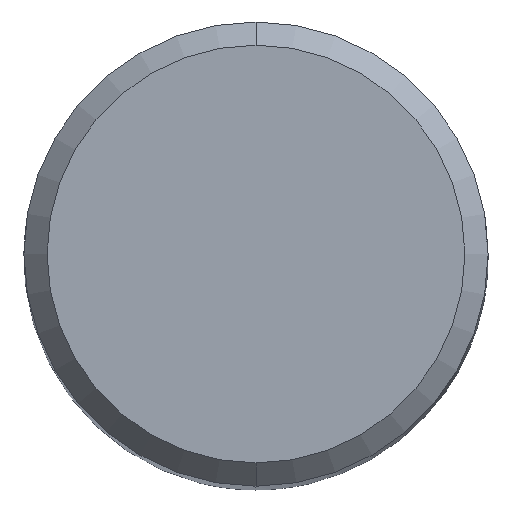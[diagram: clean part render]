
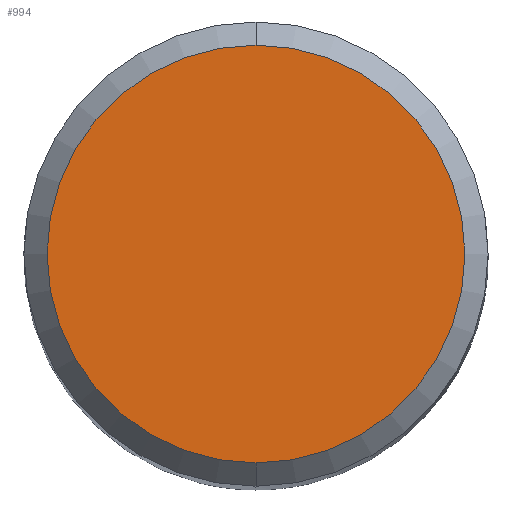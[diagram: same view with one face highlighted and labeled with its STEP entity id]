
A CAD part, top view. The second image highlights one B-rep face of the part: STEP entity #994.
In plain terms, the highlighted planar face has unit normal (0, 0, 1).
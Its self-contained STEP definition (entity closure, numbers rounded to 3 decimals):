
#694=EDGE_CURVE('',#878,#826,#1483,.T.);
#716=EDGE_CURVE('',#826,#878,#1509,.T.);
#826=VERTEX_POINT('',#1626);
#878=VERTEX_POINT('',#1680);
#994=ADVANCED_FACE('',(#1809),#1810,.T.);
#1483=CIRCLE('',#3416,4.5);
#1509=CIRCLE('',#3451,4.5);
#1626=CARTESIAN_POINT('',(0.0,4.5,0.0));
#1680=CARTESIAN_POINT('',(0.,-4.5,0.0));
#1809=FACE_OUTER_BOUND('',#4880,.T.);
#1810=PLANE('',#4881);
#3416=AXIS2_PLACEMENT_3D('',#5876,#5877,#5878);
#3451=AXIS2_PLACEMENT_3D('',#5916,#5917,#5918);
#4880=EDGE_LOOP('',(#6217,#6218));
#4881=AXIS2_PLACEMENT_3D('',#6219,#6220,#6221);
#5876=CARTESIAN_POINT('',(0.0,0.0,0.0));
#5877=DIRECTION('',(0.0,0.0,-1.0));
#5878=DIRECTION('',(0.0,1.0,0.0));
#5916=CARTESIAN_POINT('',(0.0,0.0,0.0));
#5917=DIRECTION('',(0.0,0.0,-1.0));
#5918=DIRECTION('',(0.0,1.0,0.0));
#6217=ORIENTED_EDGE('',*,*,#716,.F.);
#6218=ORIENTED_EDGE('',*,*,#694,.F.);
#6219=CARTESIAN_POINT('',(0.0,2.25,0.0));
#6220=DIRECTION('',(-0.0,0.0,1.0));
#6221=DIRECTION('',(0.0,-1.0,0.0));
